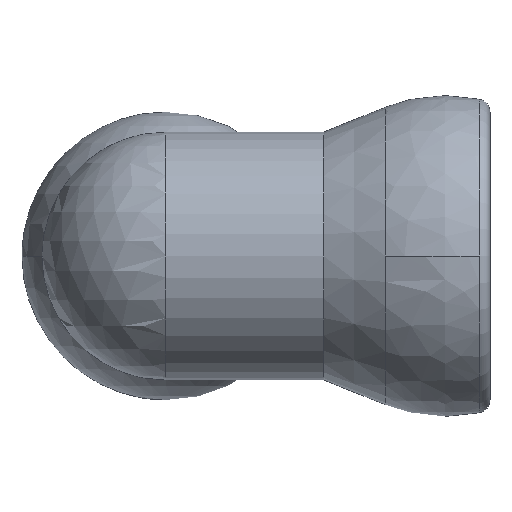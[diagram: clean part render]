
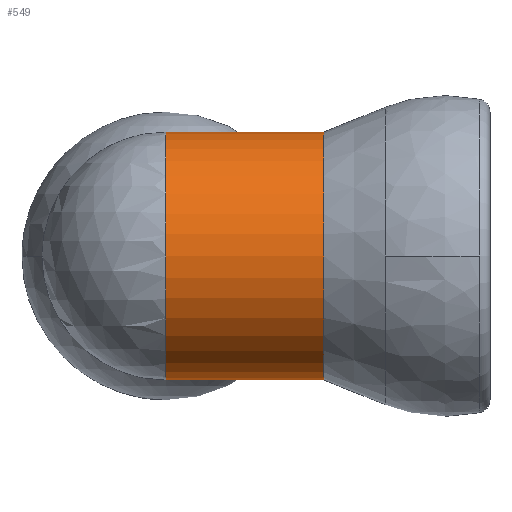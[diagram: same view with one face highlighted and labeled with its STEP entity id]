
A CAD part, left-side view. The second image highlights one B-rep face of the part: STEP entity #549.
In plain terms, the highlighted cylindrical face has radius 11.963 mm (diameter 23.927 mm), a partial arc.
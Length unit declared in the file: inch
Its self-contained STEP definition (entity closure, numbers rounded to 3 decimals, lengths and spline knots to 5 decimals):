
#110 = DIRECTION ( 'NONE',  ( 0., 0., -1. ) ) ;
#111 = DIRECTION ( 'NONE',  ( 0., -1., 0. ) ) ;
#137 = AXIS2_PLACEMENT_3D ( 'NONE', #145, #111, #110 ) ;
#138 = CYLINDRICAL_SURFACE ( 'NONE', #137, 0.471 ) ;
#139 = FACE_OUTER_BOUND ( 'NONE', #374, .T. ) ;
#145 = CARTESIAN_POINT ( 'NONE',  ( 0., 0., 0. ) ) ;
#159 = DIRECTION ( 'NONE',  ( 0., -1., 0. ) ) ;
#160 = VECTOR ( 'NONE', #159, 39.37008 ) ;
#161 = CARTESIAN_POINT ( 'NONE',  ( 0., 0., -0.471 ) ) ;
#165 = LINE ( 'NONE', #161, #160 ) ;
#313 = VERTEX_POINT ( 'NONE', #607 ) ;
#314 = VERTEX_POINT ( 'NONE', #606 ) ;
#328 = VERTEX_POINT ( 'NONE', #651 ) ;
#356 = VERTEX_POINT ( 'NONE', #734 ) ;
#374 = EDGE_LOOP ( 'NONE', ( #471, #377, #378, #413 ) ) ;
#377 = ORIENTED_EDGE ( 'NONE', *, *, #472, .T. ) ;
#378 = ORIENTED_EDGE ( 'NONE', *, *, #534, .T. ) ;
#413 = ORIENTED_EDGE ( 'NONE', *, *, #414, .F. ) ;
#414 = EDGE_CURVE ( 'NONE', #314, #313, #848, .T. ) ;
#461 = EDGE_CURVE ( 'NONE', #356, #314, #875, .T. ) ;
#471 = ORIENTED_EDGE ( 'NONE', *, *, #461, .F. ) ;
#472 = EDGE_CURVE ( 'NONE', #356, #328, #953, .T. ) ;
#534 = EDGE_CURVE ( 'NONE', #328, #313, #165, .T. ) ;
#549 = ADVANCED_FACE ( 'NONE', ( #139 ), #138, .T. ) ;
#606 = CARTESIAN_POINT ( 'NONE',  ( 0., 0.46261, 0.471 ) ) ;
#607 = CARTESIAN_POINT ( 'NONE',  ( 0., 0.46261, -0.471 ) ) ;
#651 = CARTESIAN_POINT ( 'NONE',  ( 0., 1.062, -0.471 ) ) ;
#734 = CARTESIAN_POINT ( 'NONE',  ( 0., 1.062, 0.471 ) ) ;
#844 = DIRECTION ( 'NONE',  ( 0., 0., -1. ) ) ;
#845 = DIRECTION ( 'NONE',  ( 0., -1., 0. ) ) ;
#846 = CARTESIAN_POINT ( 'NONE',  ( 0., 0.46261, 0. ) ) ;
#847 = AXIS2_PLACEMENT_3D ( 'NONE', #846, #845, #844 ) ;
#848 = CIRCLE ( 'NONE', #847, 0.471 ) ;
#872 = DIRECTION ( 'NONE',  ( 0., -1., 0. ) ) ;
#873 = VECTOR ( 'NONE', #872, 39.37008 ) ;
#874 = CARTESIAN_POINT ( 'NONE',  ( 0., 0., 0.471 ) ) ;
#875 = LINE ( 'NONE', #874, #873 ) ;
#949 = DIRECTION ( 'NONE',  ( 0., 0., -1. ) ) ;
#950 = DIRECTION ( 'NONE',  ( 0., -1., 0. ) ) ;
#951 = CARTESIAN_POINT ( 'NONE',  ( 0., 1.062, 0. ) ) ;
#952 = AXIS2_PLACEMENT_3D ( 'NONE', #951, #950, #949 ) ;
#953 = CIRCLE ( 'NONE', #952, 0.471 ) ;
